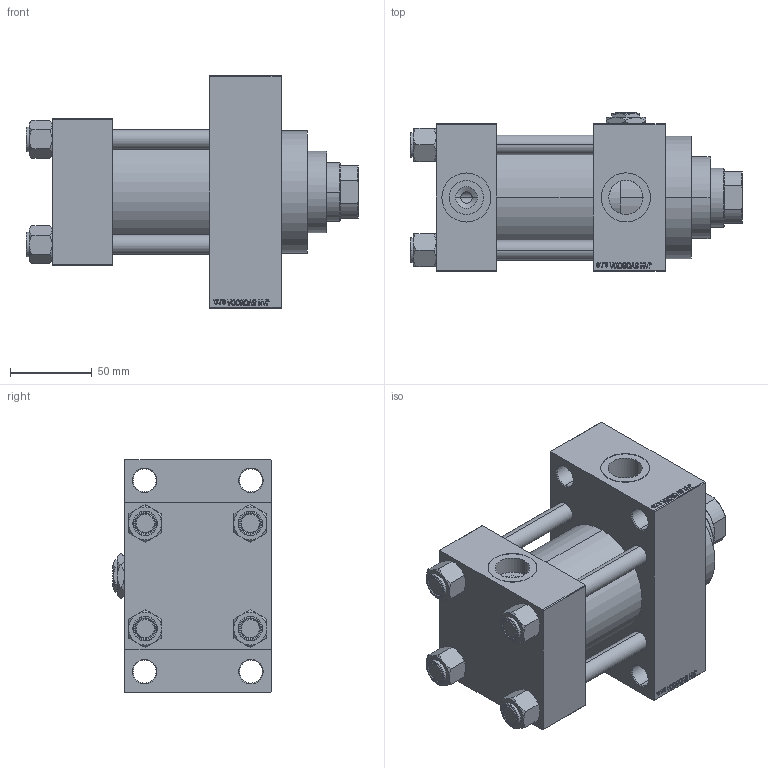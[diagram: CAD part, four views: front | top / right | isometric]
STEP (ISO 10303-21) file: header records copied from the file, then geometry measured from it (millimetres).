
FILE_DESCRIPTION (( 'STEP AP203' ), '1' );
FILE_NAME ('96cf.STEP', '2022-04-16T21:30:58', ( '' ), ( '' ), 'SwSTEP 2.0', 'SolidWorks 2019', '' );
FILE_SCHEMA (( 'CONFIG_CONTROL_DESIGN' ));
Length unit declared in the file: millimetre
Products named in the file (7): V215CD_VC_A addcbda7ba2cea7c2c2f2944dd0dd6c8; 96cf; V215CD_D_TYCINKA addcbda7ba2cea7c2c2f2944dd0dd6c8; V215CD_VCP_D addcbda7ba2cea7c2c2f2944dd0dd6c8; V215CD_D_Body addcbda7ba2cea7c2c2f2944dd0dd6c8; Zatka_pro_OIL_PORT addcbda7ba2cea7c2c2f2944dd0dd6c8; V215CD_NUT_M5_D addcbda7ba2cea7c2c2f2944dd0dd6c8
Assembly tree (12 placements, depth 2):
  96cf
    V215CD_D_Body addcbda7ba2cea7c2c2f2944dd0dd6c8
    V215CD_VC_A addcbda7ba2cea7c2c2f2944dd0dd6c8
    V215CD_VCP_D addcbda7ba2cea7c2c2f2944dd0dd6c8
    V215CD_D_TYCINKA addcbda7ba2cea7c2c2f2944dd0dd6c8  x4
    V215CD_NUT_M5_D addcbda7ba2cea7c2c2f2944dd0dd6c8  x4
    Zatka_pro_OIL_PORT addcbda7ba2cea7c2c2f2944dd0dd6c8
Bounding box: 203 x 97 x 142 mm (x, y, z)
Volume: 1108096.5 mm3; surface area: 207556.2 mm2
Topology: 12 solids, 12 shells, 1159 faces, 2881 edges, 1861 vertices
Faces by surface type: plane 523, bspline 368, cone 164, cylinder 96, torus 8
Entity records: 49166 total; most frequent: CARTESIAN_POINT 25699, ORIENTED_EDGE 5254, DIRECTION 3431, EDGE_CURVE 2627, VERTEX_POINT 1717, VECTOR 1549, LINE 1549, EDGE_LOOP 1176
